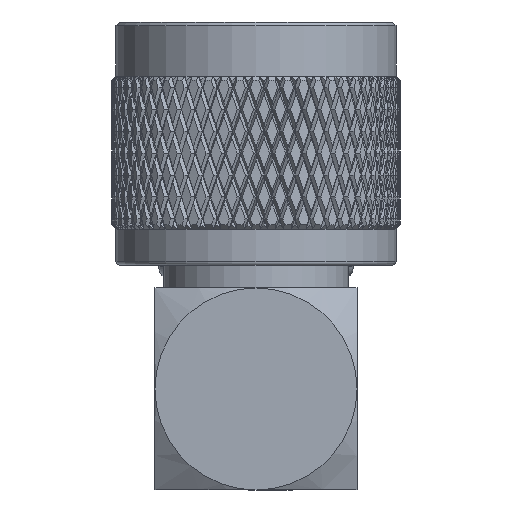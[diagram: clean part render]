
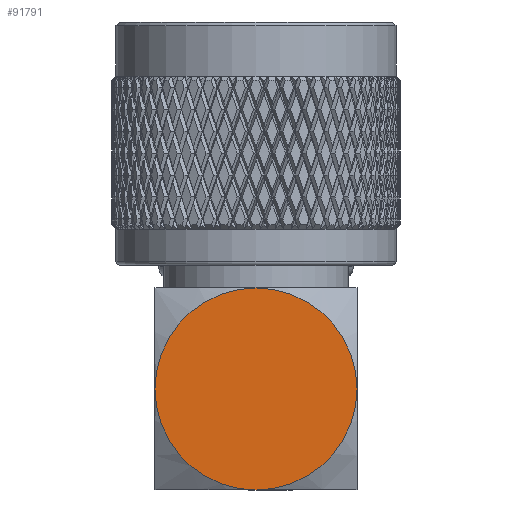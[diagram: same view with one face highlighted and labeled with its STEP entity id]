
A CAD part, left-side view. The second image highlights one B-rep face of the part: STEP entity #91791.
In plain terms, the highlighted face is planar.
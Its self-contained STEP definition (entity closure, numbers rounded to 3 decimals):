
#1036 = DIRECTION ( 'NONE',  ( 1., 0., 0. ) ) ;
#3449 = CIRCLE ( 'NONE', #109920, 7.112 ) ;
#13698 = ORIENTED_EDGE ( 'NONE', *, *, #130627, .F. ) ;
#15302 = PLANE ( 'NONE',  #135170 ) ;
#17128 = EDGE_CURVE ( 'NONE', #104481, #153518, #37584, .T. ) ;
#25201 = DIRECTION ( 'NONE',  ( -1., 0., 0. ) ) ;
#33346 = AXIS2_PLACEMENT_3D ( 'NONE', #162262, #90822, #174714 ) ;
#36570 = DIRECTION ( 'NONE',  ( 1., 0., 0. ) ) ;
#37584 = CIRCLE ( 'NONE', #144005, 7.112 ) ;
#42011 = CARTESIAN_POINT ( 'NONE',  ( 0., 0., -7.112 ) ) ;
#62331 = ORIENTED_EDGE ( 'NONE', *, *, #67529, .F. ) ;
#67529 = EDGE_CURVE ( 'NONE', #104481, #141151, #3449, .T. ) ;
#68234 = CARTESIAN_POINT ( 'NONE',  ( 9.842, -8.885, -7.112 ) ) ;
#77536 = DIRECTION ( 'NONE',  ( 0., 0., 1. ) ) ;
#81393 = DIRECTION ( 'NONE',  ( 0., 0., -1. ) ) ;
#84870 = DIRECTION ( 'NONE',  ( 0., 0., 1. ) ) ;
#90822 = DIRECTION ( 'NONE',  ( 0., 0., 1. ) ) ;
#91791 = ADVANCED_FACE ( 'NONE', ( #102904 ), #15302, .F. ) ;
#95739 = ORIENTED_EDGE ( 'NONE', *, *, #17128, .T. ) ;
#98489 = CARTESIAN_POINT ( 'NONE',  ( 9.842, -15.997, -7.112 ) ) ;
#99149 = DIRECTION ( 'NONE',  ( 0., 0., 1. ) ) ;
#99519 = EDGE_LOOP ( 'NONE', ( #13698, #99832, #62331, #95739 ) ) ;
#99832 = ORIENTED_EDGE ( 'NONE', *, *, #172174, .F. ) ;
#102904 = FACE_OUTER_BOUND ( 'NONE', #99519, .T. ) ;
#104481 = VERTEX_POINT ( 'NONE', #127752 ) ;
#109920 = AXIS2_PLACEMENT_3D ( 'NONE', #182334, #77536, #36570 ) ;
#122172 = VERTEX_POINT ( 'NONE', #161552 ) ;
#127752 = CARTESIAN_POINT ( 'NONE',  ( 2.73, -15.997, -7.112 ) ) ;
#130627 = EDGE_CURVE ( 'NONE', #122172, #153518, #173283, .T. ) ;
#135170 = AXIS2_PLACEMENT_3D ( 'NONE', #42011, #84870, #1036 ) ;
#141151 = VERTEX_POINT ( 'NONE', #162288 ) ;
#144005 = AXIS2_PLACEMENT_3D ( 'NONE', #98489, #81393, #25201 ) ;
#148820 = AXIS2_PLACEMENT_3D ( 'NONE', #171583, #99149, #173431 ) ;
#153518 = VERTEX_POINT ( 'NONE', #68234 ) ;
#161552 = CARTESIAN_POINT ( 'NONE',  ( 16.954, -15.997, -7.112 ) ) ;
#162262 = CARTESIAN_POINT ( 'NONE',  ( 9.842, -15.997, -7.112 ) ) ;
#162288 = CARTESIAN_POINT ( 'NONE',  ( 9.842, -23.109, -7.112 ) ) ;
#171583 = CARTESIAN_POINT ( 'NONE',  ( 9.842, -15.997, -7.112 ) ) ;
#172174 = EDGE_CURVE ( 'NONE', #141151, #122172, #185423, .T. ) ;
#173283 = CIRCLE ( 'NONE', #33346, 7.112 ) ;
#173431 = DIRECTION ( 'NONE',  ( 1., 0., 0. ) ) ;
#174714 = DIRECTION ( 'NONE',  ( 1., 0., 0. ) ) ;
#182334 = CARTESIAN_POINT ( 'NONE',  ( 9.842, -15.997, -7.112 ) ) ;
#185423 = CIRCLE ( 'NONE', #148820, 7.112 ) ;
